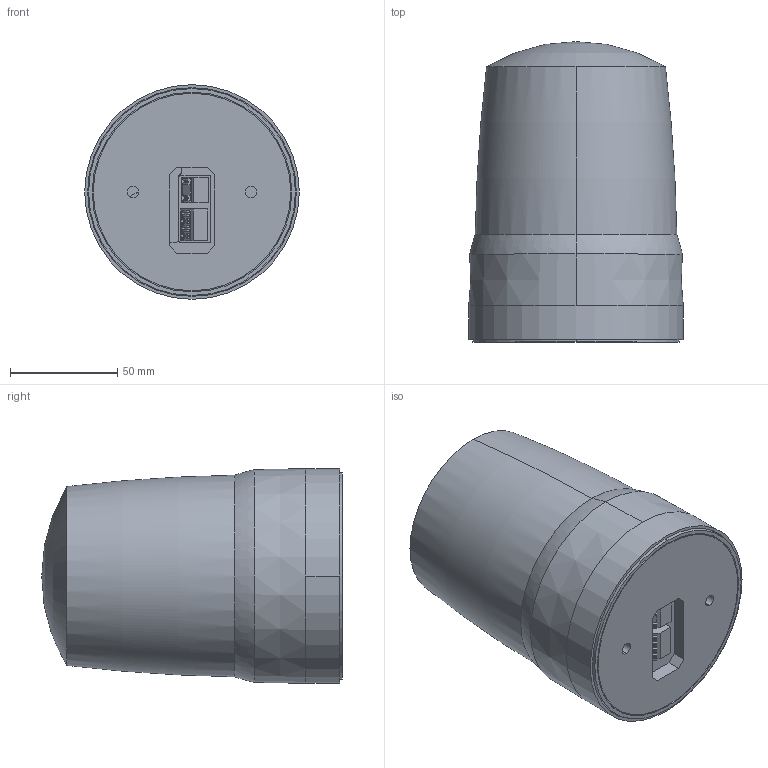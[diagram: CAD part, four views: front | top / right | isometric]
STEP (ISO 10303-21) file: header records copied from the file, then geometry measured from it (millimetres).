
FILE_DESCRIPTION (( 'STEP AP203' ), '1' );
FILE_NAME ('SF10-M2KTN-Y.step', '2025-02-24T17:22:50', ( '' ), ( '' ), 'SwSTEP 2.0', 'SolidWorks 2024', '' );
FILE_SCHEMA (( 'CONFIG_CONTROL_DESIGN' ));
Length unit declared in the file: millimetre
Products named in the file (1): SF10-M2KTN-Y
Bounding box: 100 x 140 x 100 mm (x, y, z)
Volume: 857676.1 mm3; surface area: 76986.4 mm2
Topology: 2 solids, 3 shells, 268 faces, 716 edges, 471 vertices
Faces by surface type: plane 183, bspline 42, cylinder 29, cone 9, torus 4, sphere 1
Entity records: 9221 total; most frequent: CARTESIAN_POINT 2799, ORIENTED_EDGE 1428, DIRECTION 1152, EDGE_CURVE 714, LINE 522, VECTOR 522, VERTEX_POINT 470, AXIS2_PLACEMENT_3D 315
